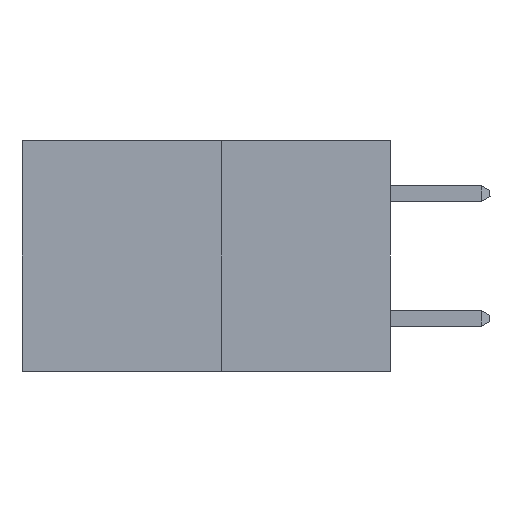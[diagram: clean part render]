
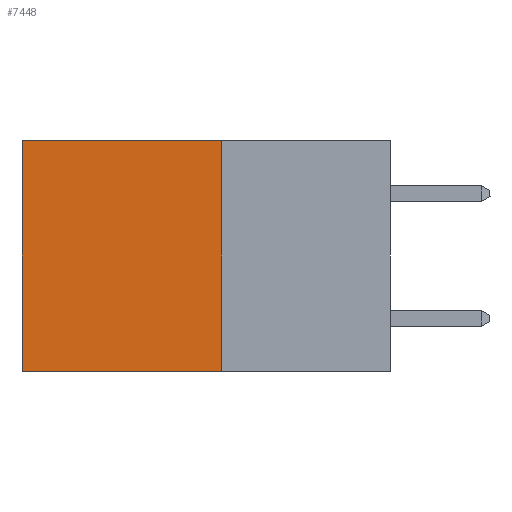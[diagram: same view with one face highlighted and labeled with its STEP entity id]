
A CAD part, left-side view. The second image highlights one B-rep face of the part: STEP entity #7448.
In plain terms, the highlighted planar face has unit normal (-1, 0, 0).
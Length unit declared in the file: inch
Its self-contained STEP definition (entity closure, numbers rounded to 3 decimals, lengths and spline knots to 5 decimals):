
#111 = VERTEX_POINT ( 'NONE', #2934 ) ;
#263 = DIRECTION ( 'NONE',  ( 0., 0., -1. ) ) ;
#557 = DIRECTION ( 'NONE',  ( 0., 1., 0. ) ) ;
#764 = PLANE ( 'NONE',  #5429 ) ;
#880 = EDGE_CURVE ( 'NONE', #1759, #111, #2916, .T. ) ;
#1261 = FACE_OUTER_BOUND ( 'NONE', #8383, .T. ) ;
#1703 = CARTESIAN_POINT ( 'NONE',  ( 0.277, 0.27, -0.37 ) ) ;
#1759 = VERTEX_POINT ( 'NONE', #6676 ) ;
#1766 = DIRECTION ( 'NONE',  ( 1., 0., 0. ) ) ;
#2243 = LINE ( 'NONE', #1703, #7417 ) ;
#2276 = DIRECTION ( 'NONE',  ( 0., 0., -1. ) ) ;
#2281 = VECTOR ( 'NONE', #5467, 39.37008 ) ;
#2466 = VERTEX_POINT ( 'NONE', #4012 ) ;
#2700 = EDGE_CURVE ( 'NONE', #2984, #1759, #7867, .T. ) ;
#2780 = CARTESIAN_POINT ( 'NONE',  ( 0.277, 0.27, -0.37 ) ) ;
#2916 = LINE ( 'NONE', #4654, #7833 ) ;
#2934 = CARTESIAN_POINT ( 'NONE',  ( 0.277, 0.59, -0.37 ) ) ;
#2984 = VERTEX_POINT ( 'NONE', #3590 ) ;
#3590 = CARTESIAN_POINT ( 'NONE',  ( 0.277, 0.27, 0. ) ) ;
#3998 = CARTESIAN_POINT ( 'NONE',  ( 0.277, 0.27, -0.37 ) ) ;
#4012 = CARTESIAN_POINT ( 'NONE',  ( 0.277, 0.27, -0.37 ) ) ;
#4176 = EDGE_CURVE ( 'NONE', #2984, #2466, #2243, .T. ) ;
#4309 = EDGE_CURVE ( 'NONE', #2466, #111, #7923, .T. ) ;
#4654 = CARTESIAN_POINT ( 'NONE',  ( 0.277, 0.59, -0.37 ) ) ;
#4869 = DIRECTION ( 'NONE',  ( 0., 0., -1. ) ) ;
#5087 = CARTESIAN_POINT ( 'NONE',  ( 0.277, 0.27, 0. ) ) ;
#5224 = ORIENTED_EDGE ( 'NONE', *, *, #2700, .T. ) ;
#5429 = AXIS2_PLACEMENT_3D ( 'NONE', #2780, #1766, #263 ) ;
#5467 = DIRECTION ( 'NONE',  ( 0., 1., 0. ) ) ;
#5635 = ORIENTED_EDGE ( 'NONE', *, *, #4176, .F. ) ;
#5713 = ORIENTED_EDGE ( 'NONE', *, *, #880, .T. ) ;
#6676 = CARTESIAN_POINT ( 'NONE',  ( 0.277, 0.59, 0. ) ) ;
#6951 = ORIENTED_EDGE ( 'NONE', *, *, #4309, .F. ) ;
#7417 = VECTOR ( 'NONE', #4869, 39.37008 ) ;
#7448 = ADVANCED_FACE ( 'NONE', ( #1261 ), #764, .F. ) ;
#7715 = VECTOR ( 'NONE', #557, 39.37008 ) ;
#7833 = VECTOR ( 'NONE', #2276, 39.37008 ) ;
#7867 = LINE ( 'NONE', #5087, #2281 ) ;
#7923 = LINE ( 'NONE', #3998, #7715 ) ;
#8383 = EDGE_LOOP ( 'NONE', ( #5713, #6951, #5635, #5224 ) ) ;
